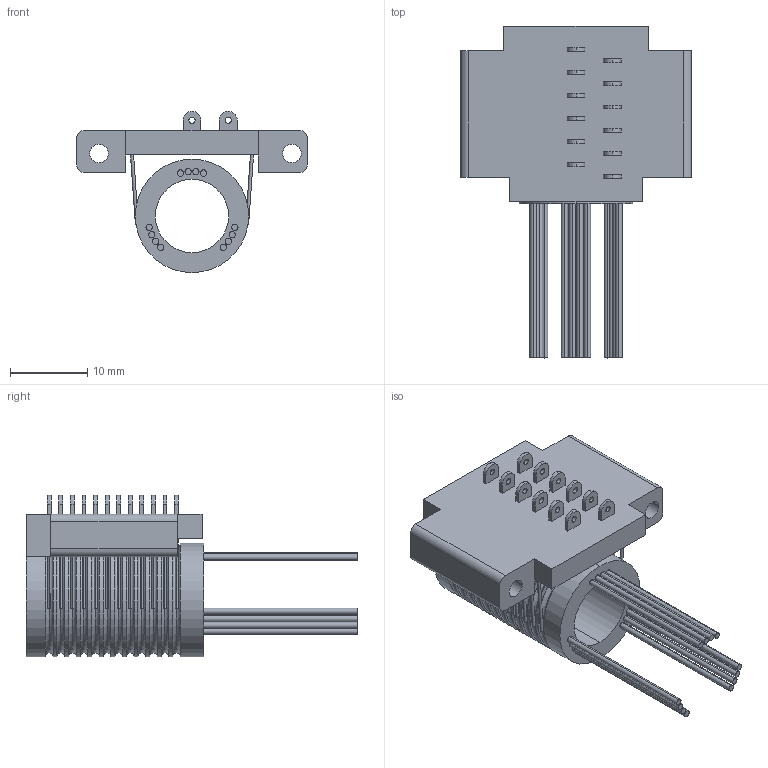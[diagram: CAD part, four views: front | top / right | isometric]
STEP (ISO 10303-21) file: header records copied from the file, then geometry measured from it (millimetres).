
FILE_DESCRIPTION (( 'STEP AP203' ), '1' );
FILE_NAME ('RSP112.STEP', '2020-07-16T01:41:34', ( '微软用户' ), ( '微软中国' ), 'SwSTEP 2.0', 'SolidWorks 2014', '' );
FILE_SCHEMA (( 'CONFIG_CONTROL_DESIGN' ));
Length unit declared in the file: millimetre
Products named in the file (1): RSP112
Bounding box: 29.9 x 43 x 20.9 mm (x, y, z)
Volume: 4507.6 mm3; surface area: 5249.7 mm2
Topology: 2 solids, 2 shells, 308 faces, 694 edges, 438 vertices
Faces by surface type: cylinder 156, plane 104, torus 48
Entity records: 8777 total; most frequent: DIRECTION 1600, CARTESIAN_POINT 1585, ORIENTED_EDGE 1388, EDGE_CURVE 694, AXIS2_PLACEMENT_3D 645, VERTEX_POINT 438, EDGE_LOOP 386, CIRCLE 336
